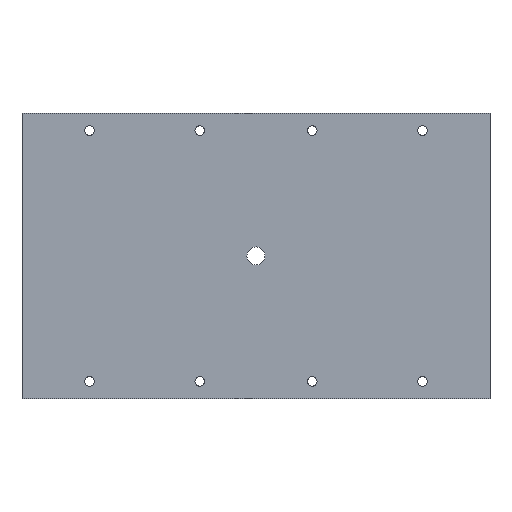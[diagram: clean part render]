
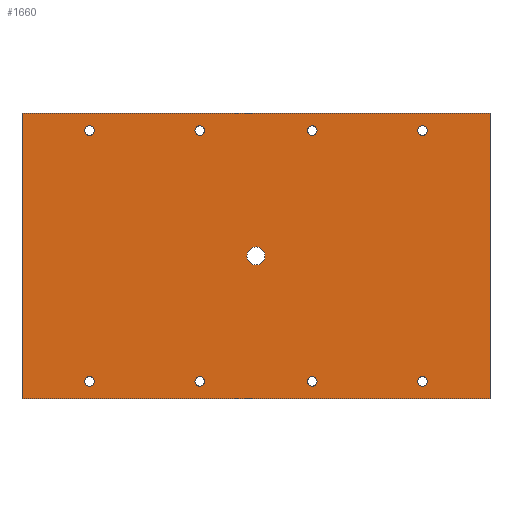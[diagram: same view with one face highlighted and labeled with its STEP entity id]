
A CAD part, front view. The second image highlights one B-rep face of the part: STEP entity #1660.
In plain terms, the highlighted planar face has unit normal (0, -1, 0).
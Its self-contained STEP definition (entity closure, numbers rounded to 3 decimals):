
#641=CARTESIAN_POINT('POINT35',(12.7,-34.925,0.));
#642=VERTEX_POINT('VERTEX35',#641);
#650=CARTESIAN_POINT('POINT36',(-12.7,-34.925,0.));
#651=VERTEX_POINT('VERTEX36',#650);
#658=CARTESIAN_POINT('POS78',(0.,-34.925,
   0.));
#659=DIRECTION('DIR135',(0.,-1.,0.));
#660=DIRECTION('DIR136',(-1.,0.,0.));
#661=AXIS2_PLACEMENT_3D('AXIS58',#658,#659,#660);
#662=CIRCLE('ELLIPSE35',#661,12.7);
#663=EDGE_CURVE('EDGE55',#651,#642,#662,.T.);
#676=CARTESIAN_POINT('POS80',(0.,-34.925,0.));
#677=DIRECTION('DIR139',(0.,-1.,0.));
#678=DIRECTION('DIR140',(1.,0.,0.));
#679=AXIS2_PLACEMENT_3D('AXIS60',#676,#677,#678);
#680=CIRCLE('ELLIPSE36',#679,12.7);
#681=EDGE_CURVE('EDGE56',#642,#651,#680,.T.);
#691=CARTESIAN_POINT('POINT37',(-72.631,-34.925,
   177.006));
#692=VERTEX_POINT('VERTEX37',#691);
#700=CARTESIAN_POINT('POINT38',(-86.119,-34.925,
   177.006));
#701=VERTEX_POINT('VERTEX38',#700);
#708=CARTESIAN_POINT('POS84',(-79.375,-34.925,177.006))
   ;
#709=DIRECTION('DIR145',(0.,-1.,0.));
#710=DIRECTION('DIR146',(-1.,0.,0.));
#711=AXIS2_PLACEMENT_3D('AXIS62',#708,#709,#710);
#712=CIRCLE('ELLIPSE37',#711,6.744);
#713=EDGE_CURVE('EDGE59',#701,#692,#712,.T.);
#726=CARTESIAN_POINT('POS86',(-79.375,-34.925,177.006))
   ;
#727=DIRECTION('DIR149',(0.,-1.,0.));
#728=DIRECTION('DIR150',(1.,0.,0.));
#729=AXIS2_PLACEMENT_3D('AXIS64',#726,#727,#728);
#730=CIRCLE('ELLIPSE38',#729,6.744);
#731=EDGE_CURVE('EDGE60',#692,#701,#730,.T.);
#741=CARTESIAN_POINT('POINT39',(241.694,-34.925,
   177.006));
#742=VERTEX_POINT('VERTEX39',#741);
#750=CARTESIAN_POINT('POINT40',(228.206,-34.925,
   177.006));
#751=VERTEX_POINT('VERTEX40',#750);
#758=CARTESIAN_POINT('POS90',(234.95,-34.925,177.006));
#759=DIRECTION('DIR155',(0.,-1.,0.));
#760=DIRECTION('DIR156',(-1.,0.,0.));
#761=AXIS2_PLACEMENT_3D('AXIS66',#758,#759,#760);
#762=CIRCLE('ELLIPSE39',#761,6.744);
#763=EDGE_CURVE('EDGE63',#751,#742,#762,.T.);
#776=CARTESIAN_POINT('POS92',(234.95,-34.925,177.006));
#777=DIRECTION('DIR159',(0.,-1.,0.));
#778=DIRECTION('DIR160',(1.,0.,0.));
#779=AXIS2_PLACEMENT_3D('AXIS68',#776,#777,#778);
#780=CIRCLE('ELLIPSE40',#779,6.744);
#781=EDGE_CURVE('EDGE64',#742,#751,#780,.T.);
#793=CARTESIAN_POINT('POINT42',(241.694,-34.925,
   -177.006));
#794=VERTEX_POINT('VERTEX42',#793);
#810=CARTESIAN_POINT('POINT44',(228.206,-34.925,
   -177.006));
#811=VERTEX_POINT('VERTEX44',#810);
#818=CARTESIAN_POINT('POS97',(234.95,-34.925,-177.006))
   ;
#819=DIRECTION('DIR167',(0.,-1.,0.));
#820=DIRECTION('DIR168',(-1.,0.,0.));
#821=AXIS2_PLACEMENT_3D('AXIS71',#818,#819,#820);
#822=CIRCLE('ELLIPSE42',#821,6.744);
#823=EDGE_CURVE('EDGE68',#811,#794,#822,.T.);
#842=CARTESIAN_POINT('POS100',(234.95,-34.925,-177.006)
   );
#843=DIRECTION('DIR173',(0.,-1.,0.));
#844=DIRECTION('DIR174',(1.,0.,0.));
#845=AXIS2_PLACEMENT_3D('AXIS74',#842,#843,#844);
#846=CIRCLE('ELLIPSE44',#845,6.744);
#847=EDGE_CURVE('EDGE70',#794,#811,#846,.T.);
#859=CARTESIAN_POINT('POINT46',(-228.206,-34.925,
   177.006));
#860=VERTEX_POINT('VERTEX46',#859);
#876=CARTESIAN_POINT('POINT48',(-241.694,-34.925,
   177.006));
#877=VERTEX_POINT('VERTEX48',#876);
#884=CARTESIAN_POINT('POS105',(-234.95,-34.925,177.006)
   );
#885=DIRECTION('DIR181',(0.,-1.,0.));
#886=DIRECTION('DIR182',(-1.,0.,0.));
#887=AXIS2_PLACEMENT_3D('AXIS77',#884,#885,#886);
#888=CIRCLE('ELLIPSE46',#887,6.744);
#889=EDGE_CURVE('EDGE74',#877,#860,#888,.T.);
#908=CARTESIAN_POINT('POS108',(-234.95,-34.925,177.006)
   );
#909=DIRECTION('DIR187',(0.,-1.,0.));
#910=DIRECTION('DIR188',(1.,0.,0.));
#911=AXIS2_PLACEMENT_3D('AXIS80',#908,#909,#910);
#912=CIRCLE('ELLIPSE48',#911,6.744);
#913=EDGE_CURVE('EDGE76',#860,#877,#912,.T.);
#925=CARTESIAN_POINT('POINT50',(-228.206,-34.925,
   -177.006));
#926=VERTEX_POINT('VERTEX50',#925);
#942=CARTESIAN_POINT('POINT52',(-241.694,-34.925,
   -177.006));
#943=VERTEX_POINT('VERTEX52',#942);
#950=CARTESIAN_POINT('POS113',(-234.95,-34.925,-177.006
   ));
#951=DIRECTION('DIR195',(0.,-1.,0.));
#952=DIRECTION('DIR196',(-1.,0.,0.));
#953=AXIS2_PLACEMENT_3D('AXIS83',#950,#951,#952);
#954=CIRCLE('ELLIPSE50',#953,6.744);
#955=EDGE_CURVE('EDGE80',#943,#926,#954,.T.);
#974=CARTESIAN_POINT('POS116',(-234.95,-34.925,-177.006
   ));
#975=DIRECTION('DIR201',(0.,-1.,0.));
#976=DIRECTION('DIR202',(1.,0.,0.));
#977=AXIS2_PLACEMENT_3D('AXIS86',#974,#975,#976);
#978=CIRCLE('ELLIPSE52',#977,6.744);
#979=EDGE_CURVE('EDGE82',#926,#943,#978,.T.);
#991=CARTESIAN_POINT('POINT54',(-72.631,-34.925,
   -177.006));
#992=VERTEX_POINT('VERTEX54',#991);
#1008=CARTESIAN_POINT('POINT56',(-86.119,-34.925,
   -177.006));
#1009=VERTEX_POINT('VERTEX56',#1008);
#1016=CARTESIAN_POINT('POS121',(-79.375,-34.925,
   -177.006));
#1017=DIRECTION('DIR209',(0.,-1.,0.));
#1018=DIRECTION('DIR210',(-1.,0.,0.));
#1019=AXIS2_PLACEMENT_3D('AXIS89',#1016,#1017,#1018);
#1020=CIRCLE('ELLIPSE54',#1019,6.744);
#1021=EDGE_CURVE('EDGE86',#1009,#992,#1020,.T.);
#1040=CARTESIAN_POINT('POS124',(-79.375,-34.925,
   -177.006));
#1041=DIRECTION('DIR215',(0.,-1.,0.));
#1042=DIRECTION('DIR216',(1.,0.,0.));
#1043=AXIS2_PLACEMENT_3D('AXIS92',#1040,#1041,#1042);
#1044=CIRCLE('ELLIPSE56',#1043,6.744);
#1045=EDGE_CURVE('EDGE88',#992,#1009,#1044,.T.);
#1057=CARTESIAN_POINT('POINT58',(86.119,-34.925,
   177.006));
#1058=VERTEX_POINT('VERTEX58',#1057);
#1074=CARTESIAN_POINT('POINT60',(72.631,-34.925,
   177.006));
#1075=VERTEX_POINT('VERTEX60',#1074);
#1082=CARTESIAN_POINT('POS129',(79.375,-34.925,177.006)
   );
#1083=DIRECTION('DIR223',(0.,-1.,0.));
#1084=DIRECTION('DIR224',(-1.,0.,0.));
#1085=AXIS2_PLACEMENT_3D('AXIS95',#1082,#1083,#1084);
#1086=CIRCLE('ELLIPSE58',#1085,6.744);
#1087=EDGE_CURVE('EDGE92',#1075,#1058,#1086,.T.);
#1106=CARTESIAN_POINT('POS132',(79.375,-34.925,177.006)
   );
#1107=DIRECTION('DIR229',(0.,-1.,0.));
#1108=DIRECTION('DIR230',(1.,0.,0.));
#1109=AXIS2_PLACEMENT_3D('AXIS98',#1106,#1107,#1108);
#1110=CIRCLE('ELLIPSE60',#1109,6.744);
#1111=EDGE_CURVE('EDGE94',#1058,#1075,#1110,.T.);
#1123=CARTESIAN_POINT('POINT62',(86.119,-34.925,
   -177.006));
#1124=VERTEX_POINT('VERTEX62',#1123);
#1140=CARTESIAN_POINT('POINT64',(72.631,-34.925,
   -177.006));
#1141=VERTEX_POINT('VERTEX64',#1140);
#1148=CARTESIAN_POINT('POS137',(79.375,-34.925,-177.006
   ));
#1149=DIRECTION('DIR237',(0.,-1.,0.));
#1150=DIRECTION('DIR238',(-1.,0.,0.));
#1151=AXIS2_PLACEMENT_3D('AXIS101',#1148,#1149,#1150);
#1152=CIRCLE('ELLIPSE62',#1151,6.744);
#1153=EDGE_CURVE('EDGE98',#1141,#1124,#1152,.T.);
#1172=CARTESIAN_POINT('POS140',(79.375,-34.925,-177.006
   ));
#1173=DIRECTION('DIR243',(0.,-1.,0.));
#1174=DIRECTION('DIR244',(1.,0.,0.));
#1175=AXIS2_PLACEMENT_3D('AXIS104',#1172,#1173,#1174);
#1176=CIRCLE('ELLIPSE64',#1175,6.744);
#1177=EDGE_CURVE('EDGE100',#1124,#1141,#1176,.T.);
#1585=ORIENTED_EDGE('COEDGE225',*,*,#1177,.F.);
#1586=ORIENTED_EDGE('COEDGE226',*,*,#1153,.F.);
#1587=EDGE_LOOP('NONE',(#1585,#1586));
#1588=FACE_BOUND('LOOP1',#1587,.T.);
#1589=ORIENTED_EDGE('COEDGE227',*,*,#1111,.F.);
#1590=ORIENTED_EDGE('COEDGE228',*,*,#1087,.F.);
#1591=EDGE_LOOP('NONE',(#1589,#1590));
#1592=FACE_BOUND('LOOP1',#1591,.T.);
#1593=ORIENTED_EDGE('COEDGE229',*,*,#1045,.F.);
#1594=ORIENTED_EDGE('COEDGE230',*,*,#1021,.F.);
#1595=EDGE_LOOP('NONE',(#1593,#1594));
#1596=FACE_BOUND('LOOP1',#1595,.T.);
#1597=ORIENTED_EDGE('COEDGE231',*,*,#979,.F.);
#1598=ORIENTED_EDGE('COEDGE232',*,*,#955,.F.);
#1599=EDGE_LOOP('NONE',(#1597,#1598));
#1600=FACE_BOUND('LOOP1',#1599,.T.);
#1601=ORIENTED_EDGE('COEDGE233',*,*,#913,.F.);
#1602=ORIENTED_EDGE('COEDGE234',*,*,#889,.F.);
#1603=EDGE_LOOP('NONE',(#1601,#1602));
#1604=FACE_BOUND('LOOP1',#1603,.T.);
#1605=ORIENTED_EDGE('COEDGE235',*,*,#847,.F.);
#1606=ORIENTED_EDGE('COEDGE236',*,*,#823,.F.);
#1607=EDGE_LOOP('NONE',(#1605,#1606));
#1608=FACE_BOUND('LOOP1',#1607,.T.);
#1609=CARTESIAN_POINT('POINT83',(330.2,-34.925,-201.613)
   );
#1610=VERTEX_POINT('VERTEX83',#1609);
#1611=CARTESIAN_POINT('POINT84',(330.2,-34.925,201.613))
   ;
#1612=VERTEX_POINT('VERTEX84',#1611);
#1613=CARTESIAN_POINT('POS187',(330.2,-34.925,-201.613))
   ;
#1614=DIRECTION('DIR325',(0.,0.,1.));
#1615=VECTOR('VEC49',#1614,25.4);
#1616=LINE('STRAIGHT49',#1613,#1615);
#1617=EDGE_CURVE('EDGE131',#1610,#1612,#1616,.T.);
#1618=ORIENTED_EDGE('COEDGE237',*,*,#1617,.T.);
#1619=CARTESIAN_POINT('POINT85',(-330.2,-34.925,201.613)
   );
#1620=VERTEX_POINT('VERTEX85',#1619);
#1621=CARTESIAN_POINT('POS188',(330.2,-34.925,201.613));
#1622=DIRECTION('DIR326',(-1.,0.,0.));
#1623=VECTOR('VEC50',#1622,25.4);
#1624=LINE('STRAIGHT50',#1621,#1623);
#1625=EDGE_CURVE('EDGE132',#1612,#1620,#1624,.T.);
#1626=ORIENTED_EDGE('COEDGE238',*,*,#1625,.T.);
#1627=CARTESIAN_POINT('POINT86',(-330.2,-34.925,-201.613
   ));
#1628=VERTEX_POINT('VERTEX86',#1627);
#1629=CARTESIAN_POINT('POS189',(-330.2,-34.925,201.613))
   ;
#1630=DIRECTION('DIR327',(0.,0.,-1.));
#1631=VECTOR('VEC51',#1630,25.4);
#1632=LINE('STRAIGHT51',#1629,#1631);
#1633=EDGE_CURVE('EDGE133',#1620,#1628,#1632,.T.);
#1634=ORIENTED_EDGE('COEDGE239',*,*,#1633,.T.);
#1635=CARTESIAN_POINT('POS190',(-330.2,-34.925,-201.613)
   );
#1636=DIRECTION('DIR328',(1.,0.,0.));
#1637=VECTOR('VEC52',#1636,25.4);
#1638=LINE('STRAIGHT52',#1635,#1637);
#1639=EDGE_CURVE('EDGE134',#1628,#1610,#1638,.T.);
#1640=ORIENTED_EDGE('COEDGE240',*,*,#1639,.T.);
#1641=EDGE_LOOP('NONE',(#1618,#1626,#1634,#1640));
#1642=FACE_BOUND('LOOP1',#1641,.T.);
#1643=ORIENTED_EDGE('COEDGE241',*,*,#781,.F.);
#1644=ORIENTED_EDGE('COEDGE242',*,*,#763,.F.);
#1645=EDGE_LOOP('NONE',(#1643,#1644));
#1646=FACE_BOUND('LOOP1',#1645,.T.);
#1647=ORIENTED_EDGE('COEDGE243',*,*,#731,.F.);
#1648=ORIENTED_EDGE('COEDGE244',*,*,#713,.F.);
#1649=EDGE_LOOP('NONE',(#1647,#1648));
#1650=FACE_BOUND('LOOP1',#1649,.T.);
#1651=ORIENTED_EDGE('COEDGE245',*,*,#681,.F.);
#1652=ORIENTED_EDGE('COEDGE246',*,*,#663,.F.);
#1653=EDGE_LOOP('NONE',(#1651,#1652));
#1654=FACE_BOUND('LOOP1',#1653,.T.);
#1655=CARTESIAN_POINT('POS191',(0.,-34.925,0.));
#1656=DIRECTION('DIR329',(0.,-1.,0.));
#1657=DIRECTION('DIR330',(1.,0.,0.));
#1658=AXIS2_PLACEMENT_3D('AXIS139',#1655,#1656,#1657);
#1659=PLANE('PLANE7',#1658);
#1660=ADVANCED_FACE('FACE57',(#1588,#1592,#1596,#1600,#1604,#1608,#1642,
   #1646,#1650,#1654),#1659,.T.);
